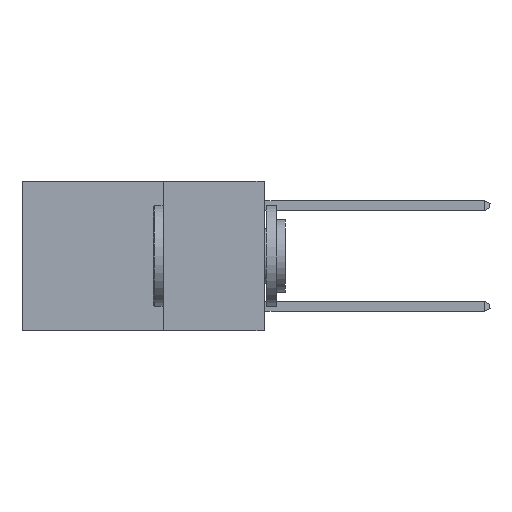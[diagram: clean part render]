
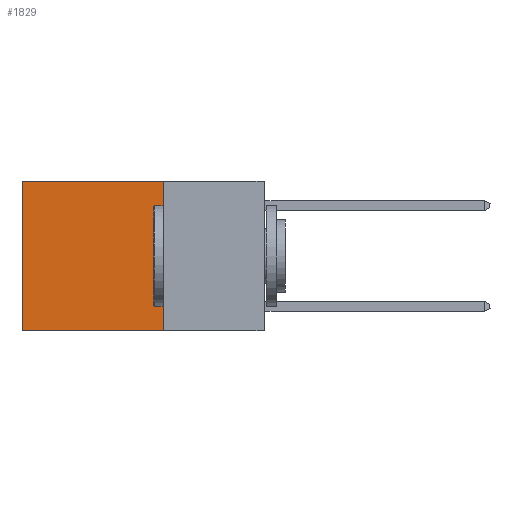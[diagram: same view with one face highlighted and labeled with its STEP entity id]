
A CAD part, left-side view. The second image highlights one B-rep face of the part: STEP entity #1829.
In plain terms, the highlighted planar face has unit normal (-1, 0, 0).
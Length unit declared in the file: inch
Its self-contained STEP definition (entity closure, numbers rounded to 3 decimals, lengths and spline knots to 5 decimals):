
#500 = FACE_OUTER_BOUND ( 'NONE', #1184, .T. ) ;
#541 = EDGE_CURVE ( 'NONE', #7893, #2865, #11786, .T. ) ;
#808 = LINE ( 'NONE', #4493, #9212 ) ;
#1184 = EDGE_LOOP ( 'NONE', ( #9245, #7278, #6212, #6892 ) ) ;
#1829 = ADVANCED_FACE ( 'NONE', ( #500 ), #7884, .F. ) ;
#2078 = DIRECTION ( 'NONE',  ( 0., 0., -1. ) ) ;
#2121 = VERTEX_POINT ( 'NONE', #5946 ) ;
#2865 = VERTEX_POINT ( 'NONE', #8808 ) ;
#3219 = CARTESIAN_POINT ( 'NONE',  ( 0.2625, 0.25, 0. ) ) ;
#3585 = VECTOR ( 'NONE', #2078, 39.37008 ) ;
#4210 = DIRECTION ( 'NONE',  ( 1., 0., 0. ) ) ;
#4468 = VECTOR ( 'NONE', #7291, 39.37008 ) ;
#4493 = CARTESIAN_POINT ( 'NONE',  ( 0.2625, 0.25, 0. ) ) ;
#5700 = VECTOR ( 'NONE', #5706, 39.37008 ) ;
#5706 = DIRECTION ( 'NONE',  ( 0., 0., -1. ) ) ;
#5946 = CARTESIAN_POINT ( 'NONE',  ( 0.2625, 0.25, 0. ) ) ;
#6212 = ORIENTED_EDGE ( 'NONE', *, *, #9596, .F. ) ;
#6774 = EDGE_CURVE ( 'NONE', #2121, #11080, #808, .T. ) ;
#6877 = EDGE_CURVE ( 'NONE', #11080, #2865, #8496, .T. ) ;
#6892 = ORIENTED_EDGE ( 'NONE', *, *, #6774, .T. ) ;
#7278 = ORIENTED_EDGE ( 'NONE', *, *, #541, .F. ) ;
#7291 = DIRECTION ( 'NONE',  ( 0., 1., 0. ) ) ;
#7352 = AXIS2_PLACEMENT_3D ( 'NONE', #3219, #4210, #10599 ) ;
#7614 = CARTESIAN_POINT ( 'NONE',  ( 0.2625, 0.25, -0.37 ) ) ;
#7705 = CARTESIAN_POINT ( 'NONE',  ( 0.2625, 0.6, 0. ) ) ;
#7884 = PLANE ( 'NONE',  #7352 ) ;
#7893 = VERTEX_POINT ( 'NONE', #7614 ) ;
#8341 = CARTESIAN_POINT ( 'NONE',  ( 0.2625, 0.25, 0. ) ) ;
#8402 = LINE ( 'NONE', #8341, #5700 ) ;
#8496 = LINE ( 'NONE', #9365, #3585 ) ;
#8808 = CARTESIAN_POINT ( 'NONE',  ( 0.2625, 0.6, -0.37 ) ) ;
#9116 = CARTESIAN_POINT ( 'NONE',  ( 0.2625, 0.25, -0.37 ) ) ;
#9212 = VECTOR ( 'NONE', #10973, 39.37008 ) ;
#9245 = ORIENTED_EDGE ( 'NONE', *, *, #6877, .T. ) ;
#9365 = CARTESIAN_POINT ( 'NONE',  ( 0.2625, 0.6, 0. ) ) ;
#9596 = EDGE_CURVE ( 'NONE', #2121, #7893, #8402, .T. ) ;
#10599 = DIRECTION ( 'NONE',  ( 0., 0., -1. ) ) ;
#10973 = DIRECTION ( 'NONE',  ( 0., 1., 0. ) ) ;
#11080 = VERTEX_POINT ( 'NONE', #7705 ) ;
#11786 = LINE ( 'NONE', #9116, #4468 ) ;
